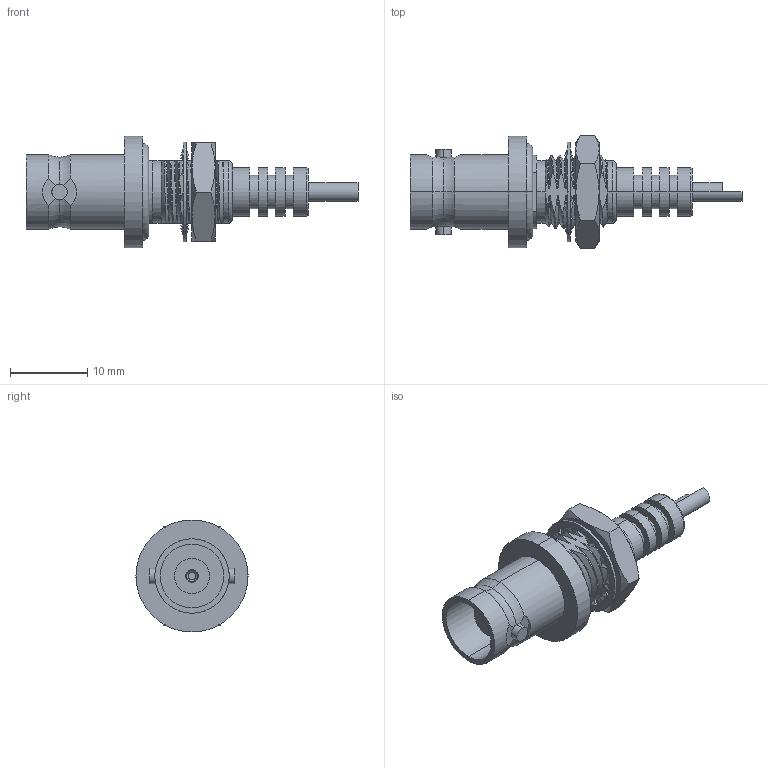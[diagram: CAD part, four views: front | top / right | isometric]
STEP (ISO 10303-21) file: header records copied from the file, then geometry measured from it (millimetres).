
FILE_DESCRIPTION (( 'STEP AP214' ), '1' );
FILE_NAME ('FMCN1361_3D.step', '2024-03-01T20:47:46', ( '' ), ( '' ), 'SwSTEP 2.0', 'SolidWorks 2022', '' );
FILE_SCHEMA (( 'AUTOMOTIVE_DESIGN' ));
Length unit declared in the file: inch
Products named in the file (1): FMCN1361_3D
Bounding box: 43 x 14.66 x 14.5 mm (x, y, z)
Volume: 2103.4 mm3; surface area: 2876.6 mm2
Topology: 5 solids, 5 shells, 306 faces, 819 edges, 537 vertices
Faces by surface type: cylinder 110, bspline 92, plane 59, cone 31, torus 14
Entity records: 27561 total; most frequent: CARTESIAN_POINT 20919, ORIENTED_EDGE 1638, DIRECTION 1028, EDGE_CURVE 819, VERTEX_POINT 537, AXIS2_PLACEMENT_3D 426, EDGE_LOOP 328, B_SPLINE_CURVE_WITH_KNOTS 311
